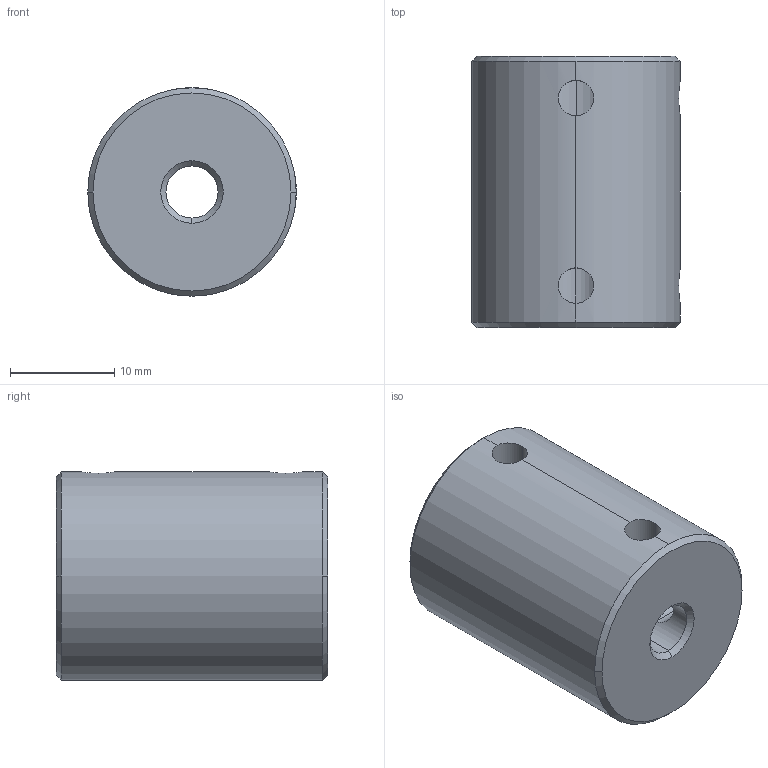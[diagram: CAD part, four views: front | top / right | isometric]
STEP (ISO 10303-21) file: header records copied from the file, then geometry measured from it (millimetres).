
FILE_DESCRIPTION (( 'STEP AP214' ), '1' );
FILE_NAME ('Z coupler.step', '2018-06-21T13:00:11', ( 'User' ), ( 'china' ), 'SwSTEP 2.0', 'SolidWorks 2016', '' );
FILE_SCHEMA (( 'AUTOMOTIVE_DESIGN' ));
Length unit declared in the file: millimetre
Products named in the file (1): Z coupler
Bounding box: 20 x 26 x 20 mm (x, y, z)
Volume: 6823.5 mm3; surface area: 2980.4 mm2
Topology: 1 solids, 1 shells, 25 faces, 74 edges, 48 vertices
Faces by surface type: cylinder 14, cone 8, plane 3
Entity records: 1270 total; most frequent: CARTESIAN_POINT 572, ORIENTED_EDGE 148, DIRECTION 126, EDGE_CURVE 74, AXIS2_PLACEMENT_3D 50, VERTEX_POINT 48, EDGE_LOOP 32, LINE 26
